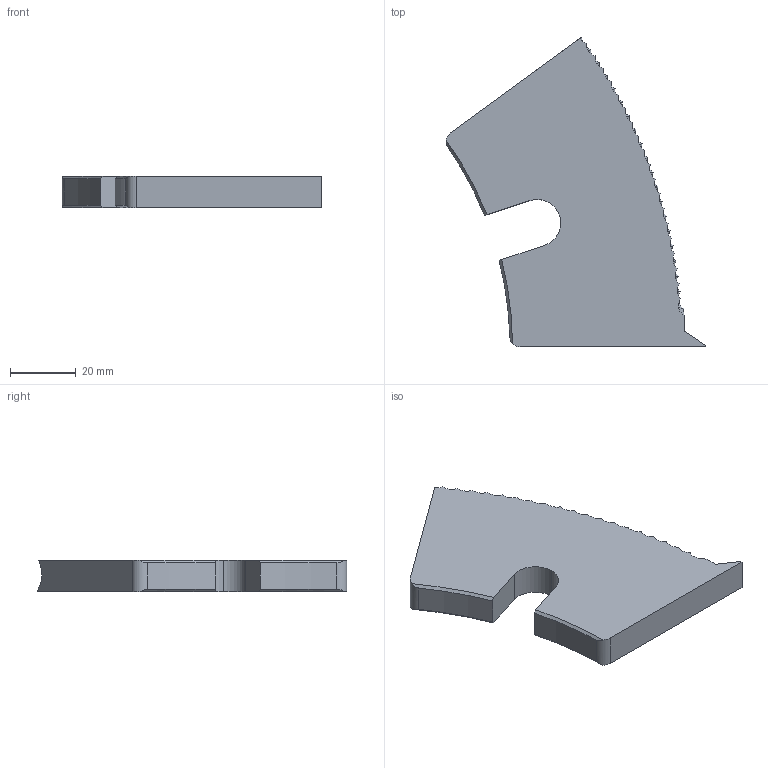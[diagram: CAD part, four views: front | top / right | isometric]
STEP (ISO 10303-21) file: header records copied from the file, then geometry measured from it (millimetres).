
FILE_DESCRIPTION (( 'STEP AP203' ), '1' );
FILE_NAME ('M3544-S.STEP', '2022-04-22T20:52:06', ( '' ), ( '' ), 'SwSTEP 2.0', 'SolidWorks 2020', '' );
FILE_SCHEMA (( 'CONFIG_CONTROL_DESIGN' ));
Length unit declared in the file: inch
Products named in the file (1): M3544-S
Bounding box: 78.91 x 94.2 x 9.49 mm (x, y, z)
Volume: 37875.9 mm3; surface area: 11280.7 mm2
Topology: 1 solids, 1 shells, 61 faces, 177 edges, 118 vertices
Faces by surface type: sphere 40, plane 8, cylinder 7, cone 4, torus 2
Entity records: 2813 total; most frequent: CARTESIAN_POINT 1117, DIRECTION 354, ORIENTED_EDGE 354, EDGE_CURVE 177, AXIS2_PLACEMENT_3D 165, VERTEX_POINT 118, CIRCLE 103, FACE_OUTER_BOUND 61
